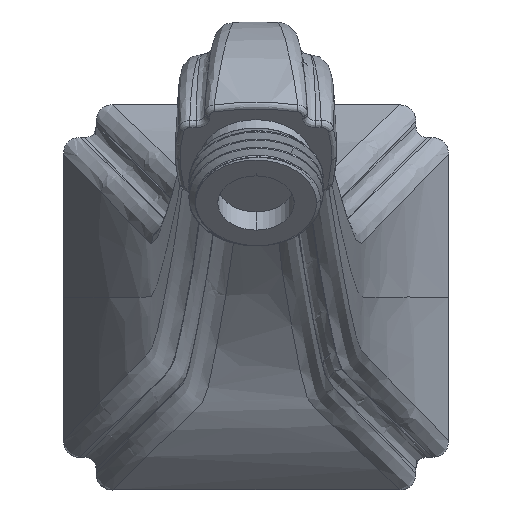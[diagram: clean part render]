
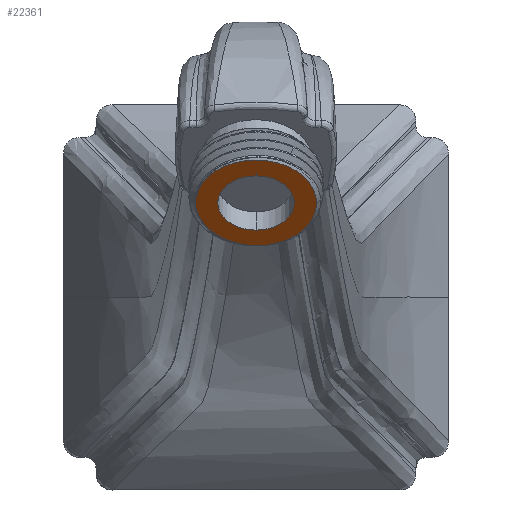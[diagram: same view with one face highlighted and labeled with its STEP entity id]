
A CAD part, top view. The second image highlights one B-rep face of the part: STEP entity #22361.
In plain terms, the highlighted planar face has unit normal (0, -0.707, 0.707).
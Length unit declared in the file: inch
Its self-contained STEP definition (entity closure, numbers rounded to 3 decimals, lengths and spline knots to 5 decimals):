
#4315=CARTESIAN_POINT('',(0.,0.565,7.84957));
#4316=DIRECTION('',(0.,-0.707,0.707));
#4317=DIRECTION('',(-1.,0.,0.));
#4318=AXIS2_PLACEMENT_3D('',#4315,#4316,#4317);
#4466=CARTESIAN_POINT('',(0.,0.565,7.84957));
#4467=DIRECTION('',(0.,0.707,-0.707));
#4468=DIRECTION('',(-1.,0.,0.));
#4469=AXIS2_PLACEMENT_3D('',#4466,#4467,#4468);
#4481=CARTESIAN_POINT('',(0.,0.565,7.84957));
#4482=DIRECTION('',(0.,-0.707,0.707));
#4483=DIRECTION('',(0.,-0.707,-0.707));
#4484=AXIS2_PLACEMENT_3D('',#4481,#4482,#4483);
#4489=CARTESIAN_POINT('',(0.,0.565,7.84957));
#4490=DIRECTION('',(0.,-0.707,0.707));
#4491=DIRECTION('',(0.,0.707,0.707));
#4492=AXIS2_PLACEMENT_3D('',#4489,#4490,#4491);
#5361=CARTESIAN_POINT('',(-0.3715,0.565,7.84957));
#5362=CARTESIAN_POINT('',(0.3715,0.565,7.84957));
#5363=VERTEX_POINT('',#5361);
#5364=VERTEX_POINT('',#5362);
#5365=CARTESIAN_POINT('',(0.,0.39918,7.68376));
#5366=CARTESIAN_POINT('',(0.,0.73082,8.01539));
#5367=VERTEX_POINT('',#5365);
#5368=VERTEX_POINT('',#5366);
#22346=CARTESIAN_POINT('',(0.,0.565,7.84957));
#22347=DIRECTION('',(0.,-0.707,0.707));
#22348=DIRECTION('',(1.,0.,0.));
#22349=AXIS2_PLACEMENT_3D('',#22346,#22347,#22348);
#22350=PLANE('',#22349);
#22351=ORIENTED_EDGE('',*,*,#22328,.T.);
#22352=ORIENTED_EDGE('',*,*,#22132,.F.);
#22353=EDGE_LOOP('',(#22351,#22352));
#22354=FACE_OUTER_BOUND('',#22353,.F.);
#22356=ORIENTED_EDGE('',*,*,#22355,.T.);
#22358=ORIENTED_EDGE('',*,*,#22357,.T.);
#22359=EDGE_LOOP('',(#22356,#22358));
#22360=FACE_BOUND('',#22359,.F.);
#4319=CIRCLE('',#4318,0.3715);
#4470=CIRCLE('',#4469,0.3715);
#4485=CIRCLE('',#4484,0.2345);
#4493=CIRCLE('',#4492,0.2345);
#22132=EDGE_CURVE('',#5363,#5364,#4319,.T.);
#22328=EDGE_CURVE('',#5363,#5364,#4470,.T.);
#22355=EDGE_CURVE('',#5367,#5368,#4485,.T.);
#22357=EDGE_CURVE('',#5368,#5367,#4493,.T.);
#22361=ADVANCED_FACE('',(#22354,#22360),#22350,.T.);
